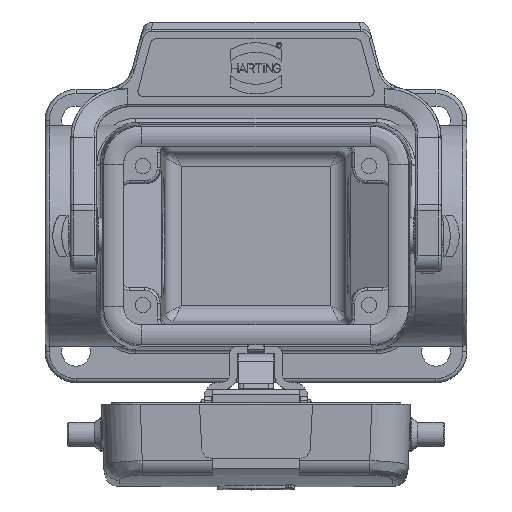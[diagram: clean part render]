
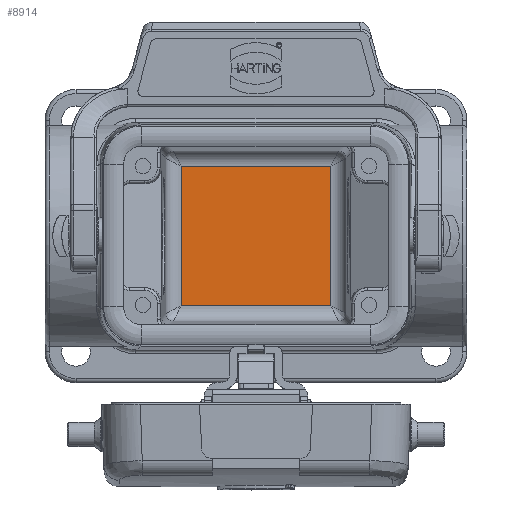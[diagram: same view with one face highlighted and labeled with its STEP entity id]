
A CAD part, top view. The second image highlights one B-rep face of the part: STEP entity #8914.
In plain terms, the highlighted planar face has unit normal (0, 0, 1).
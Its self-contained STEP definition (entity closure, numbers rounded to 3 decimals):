
#7648=FACE_OUTER_BOUND('',#11248,.T.);
#8914=ADVANCED_FACE('',(#7648),#9740,.F.);
#9740=PLANE('',#33634);
#11248=EDGE_LOOP('',(#16089,#16090,#16091,#16092));
#16089=ORIENTED_EDGE('',*,*,#22429,.T.);
#16090=ORIENTED_EDGE('',*,*,#22430,.T.);
#16091=ORIENTED_EDGE('',*,*,#22431,.T.);
#16092=ORIENTED_EDGE('',*,*,#22432,.T.);
#19593=VERTEX_POINT('',#55864);
#19594=VERTEX_POINT('',#55865);
#19595=VERTEX_POINT('',#55867);
#19596=VERTEX_POINT('',#55869);
#22429=EDGE_CURVE('',#19593,#19594,#27766,.T.);
#22430=EDGE_CURVE('',#19594,#19595,#27767,.T.);
#22431=EDGE_CURVE('',#19595,#19596,#27768,.T.);
#22432=EDGE_CURVE('',#19596,#19593,#27769,.T.);
#27766=LINE('',#55863,#29611);
#27767=LINE('',#55866,#29612);
#27768=LINE('',#55868,#29613);
#27769=LINE('',#55870,#29614);
#29611=VECTOR('',#38250,1.);
#29612=VECTOR('',#38251,1.);
#29613=VECTOR('',#38252,1.);
#29614=VECTOR('',#38253,1.);
#33634=AXIS2_PLACEMENT_3D('',#55871,#38254,#38255);
#38250=DIRECTION('',(1.,0.,0.));
#38251=DIRECTION('',(0.,1.,0.));
#38252=DIRECTION('',(-1.,0.,0.));
#38253=DIRECTION('',(0.,-1.,0.));
#38254=DIRECTION('',(0.,0.,-1.));
#38255=DIRECTION('',(-1.,0.,0.));
#55863=CARTESIAN_POINT('',(-16.,-13.572,-58.25));
#55864=CARTESIAN_POINT('',(-14.56,-13.572,-58.25));
#55865=CARTESIAN_POINT('',(14.56,-13.572,-58.25));
#55866=CARTESIAN_POINT('',(14.56,17.75,-58.25));
#55867=CARTESIAN_POINT('',(14.56,13.572,-58.25));
#55868=CARTESIAN_POINT('',(-17.5,13.572,-58.25));
#55869=CARTESIAN_POINT('',(-14.56,13.572,-58.25));
#55870=CARTESIAN_POINT('',(-14.56,17.75,-58.25));
#55871=CARTESIAN_POINT('',(-17.5,17.75,-58.25));
